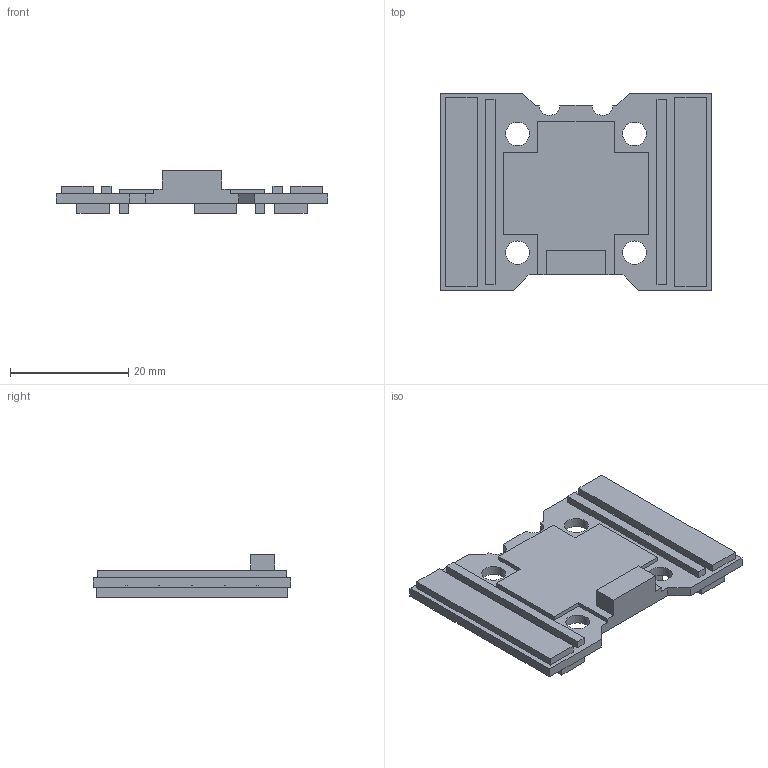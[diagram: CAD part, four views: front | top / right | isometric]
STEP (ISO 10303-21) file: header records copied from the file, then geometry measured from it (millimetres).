
FILE_DESCRIPTION(/* description */ (''),/* implementation_level */ '2;1');
FILE_NAME(/* name */ '5f91426b8e02461107f69044',/* time_stamp */ '2020-10-22T08:27:23+00:00',/* author */ (''),/* organization */ (''),/* preprocessor_version */ 'ST-DEVELOPER v16.7',/* originating_system */ $,/* authorisation */ $);
FILE_SCHEMA (('AUTOMOTIVE_DESIGN {1 0 10303 214 3 1 1}'));
Length unit declared in the file: metre
Products named in the file (1): Part 1
Bounding box: 46 x 33.44 x 7.27 mm (x, y, z)
Volume: 4098.1 mm3; surface area: 4081.2 mm2
Topology: 1 solids, 1 shells, 123 faces, 336 edges, 224 vertices
Faces by surface type: plane 117, cylinder 6
Full cylindrical faces by diameter (mm): 4 x4
Entity records: 3848 total; most frequent: CARTESIAN_POINT 680, ORIENTED_EDGE 664, DIRECTION 592, EDGE_CURVE 332, LINE 320, VECTOR 320, VERTEX_POINT 224, EDGE_LOOP 144
